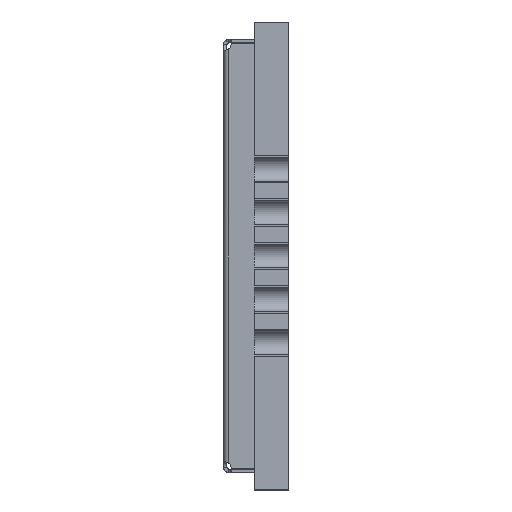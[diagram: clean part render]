
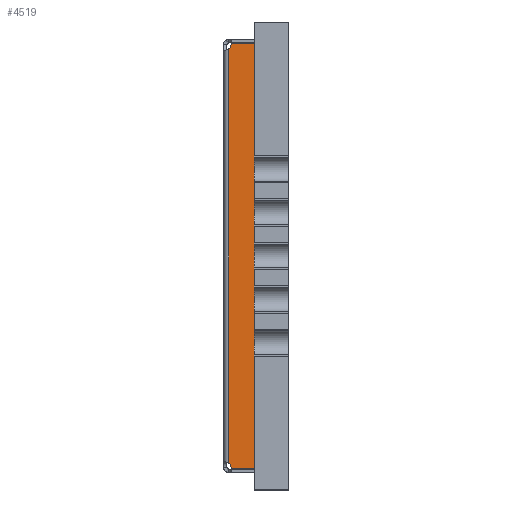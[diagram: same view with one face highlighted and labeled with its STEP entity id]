
A CAD part, left-side view. The second image highlights one B-rep face of the part: STEP entity #4519.
In plain terms, the highlighted planar face has unit normal (-1, 0, 0).
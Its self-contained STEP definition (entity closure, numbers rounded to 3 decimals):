
#127 = DIRECTION ( 'NONE',  ( 0., 0., -1. ) ) ;
#189 = CARTESIAN_POINT ( 'NONE',  ( -8.187, 0., 0. ) ) ;
#210 = DIRECTION ( 'NONE',  ( 1., 0., 0. ) ) ;
#266 = DIRECTION ( 'NONE',  ( 0., -1., 0. ) ) ;
#394 = CARTESIAN_POINT ( 'NONE',  ( -8.187, 1.675, 6.219 ) ) ;
#660 = VERTEX_POINT ( 'NONE', #1946 ) ;
#963 = VERTEX_POINT ( 'NONE', #4142 ) ;
#1003 = VERTEX_POINT ( 'NONE', #5014 ) ;
#1527 = EDGE_CURVE ( 'NONE', #660, #9200, #8535, .T. ) ;
#1643 = EDGE_CURVE ( 'NONE', #660, #5003, #10796, .T. ) ;
#1938 = CARTESIAN_POINT ( 'NONE',  ( -8.187, 0., 6.219 ) ) ;
#1946 = CARTESIAN_POINT ( 'NONE',  ( -8.187, 1.75, 6.063 ) ) ;
#2134 = ORIENTED_EDGE ( 'NONE', *, *, #7820, .T. ) ;
#2175 = LINE ( 'NONE', #9695, #7517 ) ;
#2688 = CARTESIAN_POINT ( 'NONE',  ( -8.187, 1.75, -6.063 ) ) ;
#2783 = ORIENTED_EDGE ( 'NONE', *, *, #9595, .F. ) ;
#2863 = DIRECTION ( 'NONE',  ( 0., 1., 0. ) ) ;
#3200 = CARTESIAN_POINT ( 'NONE',  ( -8.187, 1.675, -6.219 ) ) ;
#3233 = VECTOR ( 'NONE', #10362, 1000. ) ;
#3341 = ORIENTED_EDGE ( 'NONE', *, *, #1643, .T. ) ;
#3767 = DIRECTION ( 'NONE',  ( 0., 1., 0. ) ) ;
#3794 = LINE ( 'NONE', #1938, #7654 ) ;
#3803 = ORIENTED_EDGE ( 'NONE', *, *, #5159, .T. ) ;
#4142 = CARTESIAN_POINT ( 'NONE',  ( -8.187, 1., 6.219 ) ) ;
#4367 = CARTESIAN_POINT ( 'NONE',  ( -8.187, 1., -6.337 ) ) ;
#4517 = VECTOR ( 'NONE', #127, 1000. ) ;
#4519 = ADVANCED_FACE ( 'NONE', ( #7415 ), #4550, .T. ) ;
#4550 = PLANE ( 'NONE',  #6784 ) ;
#5003 = VERTEX_POINT ( 'NONE', #2688 ) ;
#5014 = CARTESIAN_POINT ( 'NONE',  ( -8.187, 1., -6.219 ) ) ;
#5048 = LINE ( 'NONE', #4367, #3233 ) ;
#5159 = EDGE_CURVE ( 'NONE', #5003, #7420, #9162, .T. ) ;
#6696 = AXIS2_PLACEMENT_3D ( 'NONE', #11015, #10944, #9363 ) ;
#6784 = AXIS2_PLACEMENT_3D ( 'NONE', #189, #10425, #266 ) ;
#6856 = CARTESIAN_POINT ( 'NONE',  ( -8.187, 1.75, 0. ) ) ;
#6940 = ORIENTED_EDGE ( 'NONE', *, *, #1527, .F. ) ;
#6955 = AXIS2_PLACEMENT_3D ( 'NONE', #7940, #210, #3767 ) ;
#7415 = FACE_OUTER_BOUND ( 'NONE', #7518, .T. ) ;
#7420 = VERTEX_POINT ( 'NONE', #3200 ) ;
#7517 = VECTOR ( 'NONE', #2863, 1000. ) ;
#7518 = EDGE_LOOP ( 'NONE', ( #2134, #6940, #3341, #3803, #10231, #2783 ) ) ;
#7654 = VECTOR ( 'NONE', #7899, 1000. ) ;
#7820 = EDGE_CURVE ( 'NONE', #963, #9200, #3794, .T. ) ;
#7899 = DIRECTION ( 'NONE',  ( 0., 1., 0. ) ) ;
#7940 = CARTESIAN_POINT ( 'NONE',  ( -8.187, 1.875, -6.219 ) ) ;
#8531 = EDGE_CURVE ( 'NONE', #1003, #7420, #2175, .T. ) ;
#8535 = CIRCLE ( 'NONE', #6696, 0.2 ) ;
#9162 = CIRCLE ( 'NONE', #6955, 0.2 ) ;
#9200 = VERTEX_POINT ( 'NONE', #394 ) ;
#9363 = DIRECTION ( 'NONE',  ( 0., -1., 0. ) ) ;
#9595 = EDGE_CURVE ( 'NONE', #963, #1003, #5048, .T. ) ;
#9695 = CARTESIAN_POINT ( 'NONE',  ( -8.187, 1.8, -6.219 ) ) ;
#10231 = ORIENTED_EDGE ( 'NONE', *, *, #8531, .F. ) ;
#10362 = DIRECTION ( 'NONE',  ( 0., 0., -1. ) ) ;
#10425 = DIRECTION ( 'NONE',  ( -1., 0., 0. ) ) ;
#10796 = LINE ( 'NONE', #6856, #4517 ) ;
#10944 = DIRECTION ( 'NONE',  ( -1., 0., 0. ) ) ;
#11015 = CARTESIAN_POINT ( 'NONE',  ( -8.187, 1.875, 6.219 ) ) ;
